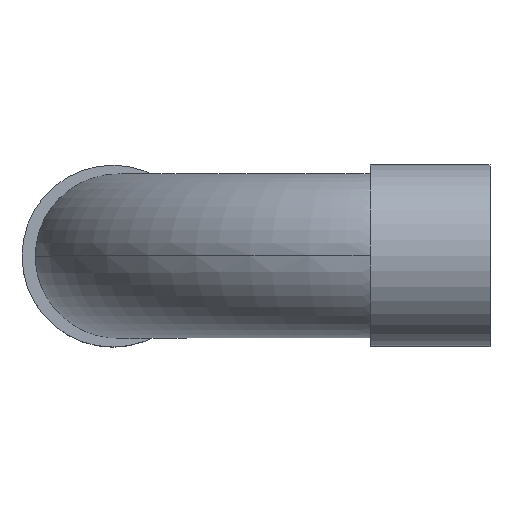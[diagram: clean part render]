
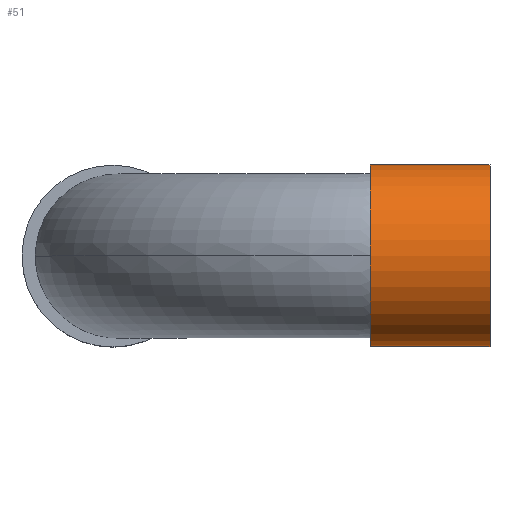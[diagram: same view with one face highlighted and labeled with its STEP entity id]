
A CAD part, top view. The second image highlights one B-rep face of the part: STEP entity #51.
In plain terms, the highlighted cylindrical face has radius 13.5 mm (diameter 27 mm), a partial arc.
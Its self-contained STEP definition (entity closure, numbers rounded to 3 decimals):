
#51=ADVANCED_FACE('',(#109),#110,.T.);
#109=FACE_OUTER_BOUND('',#177,.T.);
#110=CYLINDRICAL_SURFACE('',#178,13.5);
#177=EDGE_LOOP('',(#259,#260,#261,#262));
#178=AXIS2_PLACEMENT_3D('',#263,#264,#265);
#259=ORIENTED_EDGE('',*,*,#394,.F.);
#260=ORIENTED_EDGE('',*,*,#395,.F.);
#261=ORIENTED_EDGE('',*,*,#396,.F.);
#262=ORIENTED_EDGE('',*,*,#397,.F.);
#263=CARTESIAN_POINT('',(42.655,0.0,56.0));
#264=DIRECTION('',(-1.0,0.0,0.0));
#265=DIRECTION('',(0.0,-1.0,0.0));
#394=EDGE_CURVE('',#466,#467,#468,.T.);
#395=EDGE_CURVE('',#469,#466,#470,.T.);
#396=EDGE_CURVE('',#471,#469,#472,.T.);
#397=EDGE_CURVE('',#467,#471,#473,.T.);
#466=VERTEX_POINT('',#811);
#467=VERTEX_POINT('',#812);
#468=LINE('',#813,#814);
#469=VERTEX_POINT('',#815);
#470=CIRCLE('',#816,13.5);
#471=VERTEX_POINT('',#817);
#472=LINE('',#818,#819);
#473=CIRCLE('',#820,13.5);
#811=CARTESIAN_POINT('',(56.0,-13.5,56.0));
#812=CARTESIAN_POINT('',(38.207,-13.5,56.0));
#813=CARTESIAN_POINT('',(42.655,-13.5,56.0));
#814=VECTOR('',#1147,1.0);
#815=CARTESIAN_POINT('',(56.0,13.5,56.0));
#816=AXIS2_PLACEMENT_3D('',#1148,#1149,#1150);
#817=CARTESIAN_POINT('',(38.207,13.5,56.0));
#818=CARTESIAN_POINT('',(42.655,13.5,56.0));
#819=VECTOR('',#1151,1.0);
#820=AXIS2_PLACEMENT_3D('',#1152,#1153,#1154);
#1147=DIRECTION('',(-1.0,0.0,0.0));
#1148=CARTESIAN_POINT('',(56.0,0.0,56.0));
#1149=DIRECTION('',(1.0,0.0,0.0));
#1150=DIRECTION('',(0.0,-1.0,0.0));
#1151=DIRECTION('',(1.0,-0.0,-0.0));
#1152=CARTESIAN_POINT('',(38.207,0.0,56.0));
#1153=DIRECTION('',(-1.0,0.0,0.0));
#1154=DIRECTION('',(0.0,-1.0,0.0));
